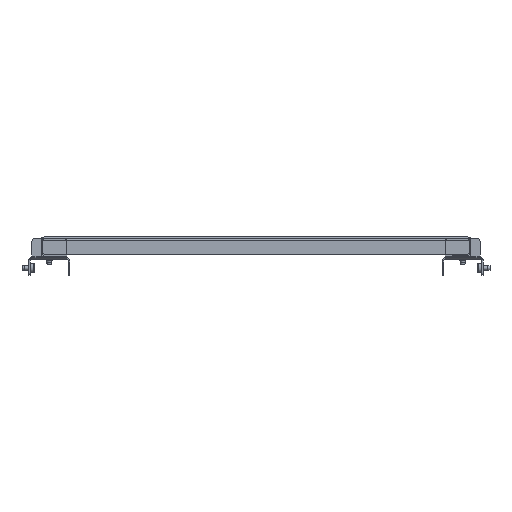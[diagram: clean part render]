
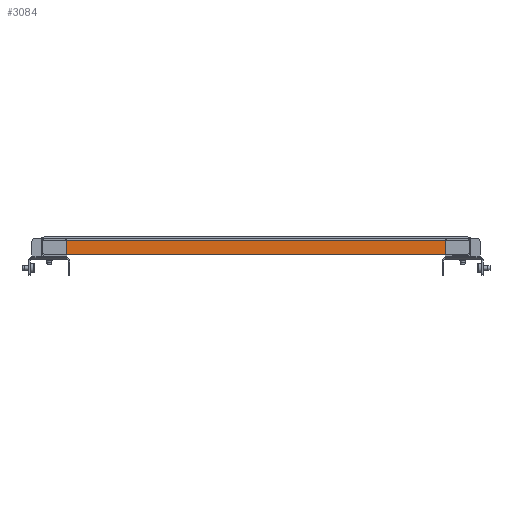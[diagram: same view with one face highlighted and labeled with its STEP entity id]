
A CAD part, front view. The second image highlights one B-rep face of the part: STEP entity #3084.
In plain terms, the highlighted planar face has unit normal (0, -1, 0).
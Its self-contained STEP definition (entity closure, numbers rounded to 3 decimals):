
#3084=ADVANCED_FACE('',(#5734),#5735,.T.);
#5734=FACE_OUTER_BOUND('',#8183,.T.);
#5735=PLANE('',#8184);
#8183=EDGE_LOOP('',(#14833,#14834,#14835,#14836,#14837,#14838));
#8184=AXIS2_PLACEMENT_3D('',#14839,#14840,#14841);
#14833=ORIENTED_EDGE('',*,*,#17563,.T.);
#14834=ORIENTED_EDGE('',*,*,#17569,.T.);
#14835=ORIENTED_EDGE('',*,*,#17566,.T.);
#14836=ORIENTED_EDGE('',*,*,#17548,.T.);
#14837=ORIENTED_EDGE('',*,*,#17570,.F.);
#14838=ORIENTED_EDGE('',*,*,#17532,.F.);
#14839=CARTESIAN_POINT('',(25.15,2.0,33.5));
#14840=DIRECTION('',(0.0,-1.0,0.0));
#14841=DIRECTION('',(0.0,0.0,-1.0));
#17532=EDGE_CURVE('',#21298,#21300,#21301,.T.);
#17548=EDGE_CURVE('',#21323,#21321,#21324,.T.);
#17563=EDGE_CURVE('',#21298,#21346,#21348,.T.);
#17566=EDGE_CURVE('',#21352,#21323,#21353,.T.);
#17569=EDGE_CURVE('',#21346,#21352,#21356,.T.);
#17570=EDGE_CURVE('',#21300,#21321,#21357,.T.);
#21298=VERTEX_POINT('',#26098);
#21300=VERTEX_POINT('',#26101);
#21301=LINE('',#26102,#26103);
#21321=VERTEX_POINT('',#26129);
#21323=VERTEX_POINT('',#26131);
#21324=LINE('',#26132,#26133);
#21346=VERTEX_POINT('',#26160);
#21348=CIRCLE('',#26163,3.);
#21352=VERTEX_POINT('',#26167);
#21353=CIRCLE('',#26168,3.);
#21356=LINE('',#26172,#26173);
#21357=LINE('',#26174,#26175);
#26098=CARTESIAN_POINT('',(25.15,2.0,28.));
#26101=CARTESIAN_POINT('',(25.15,2.0,42.0));
#26102=CARTESIAN_POINT('',(25.15,2.0,25.0));
#26103=VECTOR('',#29618,1.0);
#26129=CARTESIAN_POINT('',(540.85,2.0,42.0));
#26131=CARTESIAN_POINT('',(540.85,2.0,28.));
#26132=CARTESIAN_POINT('',(540.85,2.0,25.0));
#26133=VECTOR('',#29640,1.0);
#26160=CARTESIAN_POINT('',(28.15,2.0,25.0));
#26163=AXIS2_PLACEMENT_3D('',#29662,#29663,#29664);
#26167=CARTESIAN_POINT('',(537.85,2.0,25.));
#26168=AXIS2_PLACEMENT_3D('',#29668,#29669,#29670);
#26172=CARTESIAN_POINT('',(25.15,2.0,25.0));
#26173=VECTOR('',#29672,1.0);
#26174=CARTESIAN_POINT('',(25.15,2.0,42.0));
#26175=VECTOR('',#29673,1.0);
#29618=DIRECTION('',(0.0,0.0,1.0));
#29640=DIRECTION('',(0.0,0.0,1.0));
#29662=CARTESIAN_POINT('',(28.15,2.0,28.));
#29663=DIRECTION('',(0.0,-1.0,-0.0));
#29664=DIRECTION('',(0.,0.0,-1.0));
#29668=CARTESIAN_POINT('',(537.85,2.0,28.));
#29669=DIRECTION('',(0.0,-1.0,0.0));
#29670=DIRECTION('',(1.0,0.0,0.));
#29672=DIRECTION('',(1.0,0.0,0.0));
#29673=DIRECTION('',(1.0,0.0,0.0));
